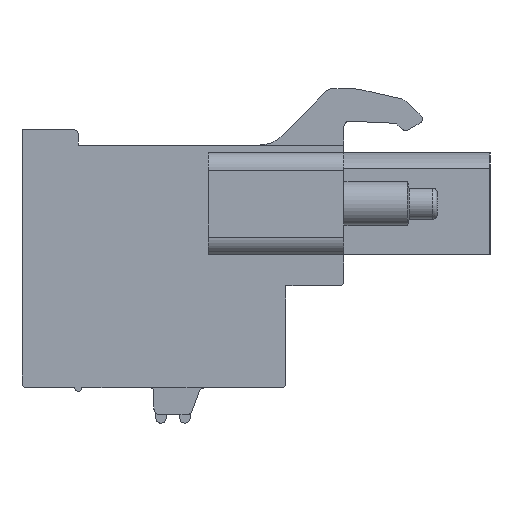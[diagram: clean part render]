
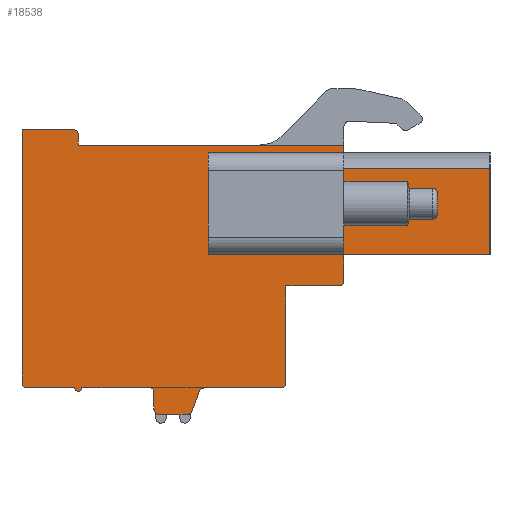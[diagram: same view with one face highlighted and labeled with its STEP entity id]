
A CAD part, left-side view. The second image highlights one B-rep face of the part: STEP entity #18538.
In plain terms, the highlighted planar face has unit normal (-1, 0, 0).
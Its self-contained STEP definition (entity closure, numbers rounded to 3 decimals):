
#1=DIRECTION('',(0.,-1.,0.));
#2=VECTOR('',#1,6.1);
#3=CARTESIAN_POINT('',(0.,2.04,0.73));
#4=LINE('',#3,#2);
#5=DIRECTION('',(0.,0.,1.));
#6=VECTOR('',#5,5.8);
#7=CARTESIAN_POINT('',(0.,-4.06,0.73));
#8=LINE('',#7,#6);
#9=DIRECTION('',(0.,1.,0.));
#10=VECTOR('',#9,6.1);
#11=CARTESIAN_POINT('',(0.,-4.06,6.53));
#12=LINE('',#11,#10);
#13=CARTESIAN_POINT('',(0.,-2.06,-6.54));
#14=DIRECTION('',(1.,0.,0.));
#15=DIRECTION('',(0.,-1.,0.));
#16=AXIS2_PLACEMENT_3D('',#13,#14,#15);
#18=DIRECTION('',(0.,1.,0.));
#19=VECTOR('',#18,4.34);
#20=CARTESIAN_POINT('',(0.,-2.06,-6.84));
#21=LINE('',#20,#19);
#22=CARTESIAN_POINT('',(0.,2.28,-7.14));
#23=DIRECTION('',(-1.,0.,0.));
#24=DIRECTION('',(0.,0.,1.));
#25=AXIS2_PLACEMENT_3D('',#22,#23,#24);
#27=DIRECTION('',(0.,0.345,-0.939));
#28=VECTOR('',#27,1.179);
#29=CARTESIAN_POINT('',(0.,2.562,-7.037));
#30=LINE('',#29,#28);
#31=CARTESIAN_POINT('',(0.,3.25,-8.04));
#32=DIRECTION('',(1.,0.,0.));
#33=DIRECTION('',(0.,-0.939,-0.345));
#34=AXIS2_PLACEMENT_3D('',#31,#32,#33);
#36=DIRECTION('',(0.,1.,0.));
#37=VECTOR('',#36,1.59);
#38=CARTESIAN_POINT('',(0.,3.25,-8.34));
#39=LINE('',#38,#37);
#40=CARTESIAN_POINT('',(0.,4.84,-8.04));
#41=DIRECTION('',(1.,0.,0.));
#42=DIRECTION('',(0.,0.,-1.));
#43=AXIS2_PLACEMENT_3D('',#40,#41,#42);
#45=DIRECTION('',(0.,0.,1.));
#46=VECTOR('',#45,1.);
#47=CARTESIAN_POINT('',(0.,5.14,-8.04));
#48=LINE('',#47,#46);
#49=CARTESIAN_POINT('',(0.,5.34,-7.04));
#50=DIRECTION('',(-1.,0.,0.));
#51=DIRECTION('',(0.,-1.,0.));
#52=AXIS2_PLACEMENT_3D('',#49,#50,#51);
#54=DIRECTION('',(0.,1.,0.));
#55=VECTOR('',#54,3.9);
#56=CARTESIAN_POINT('',(0.,5.34,-6.84));
#57=LINE('',#56,#55);
#58=CARTESIAN_POINT('',(0.,9.44,-6.84));
#59=DIRECTION('',(1.,0.,0.));
#60=DIRECTION('',(0.,-1.,0.));
#61=AXIS2_PLACEMENT_3D('',#58,#59,#60);
#63=DIRECTION('',(0.,1.,0.));
#64=VECTOR('',#63,2.7);
#65=CARTESIAN_POINT('',(0.,9.64,-6.84));
#66=LINE('',#65,#64);
#67=CARTESIAN_POINT('',(0.,12.34,-6.54));
#68=DIRECTION('',(1.,0.,0.));
#69=DIRECTION('',(0.,0.,-1.));
#70=AXIS2_PLACEMENT_3D('',#67,#68,#69);
#72=DIRECTION('',(0.,0.,1.));
#73=VECTOR('',#72,0.5);
#74=CARTESIAN_POINT('',(0.,12.64,-6.54));
#75=LINE('',#74,#73);
#76=DIRECTION('',(0.,0.,1.));
#77=VECTOR('',#76,13.9);
#78=CARTESIAN_POINT('',(0.,12.64,-6.04));
#79=LINE('',#78,#77);
#80=DIRECTION('',(0.,-1.,0.));
#81=VECTOR('',#80,2.9);
#82=CARTESIAN_POINT('',(0.,12.64,7.86));
#83=LINE('',#82,#81);
#84=CARTESIAN_POINT('',(0.,9.74,7.56));
#85=DIRECTION('',(1.,0.,0.));
#86=DIRECTION('',(0.,0.,1.));
#87=AXIS2_PLACEMENT_3D('',#84,#85,#86);
#89=DIRECTION('',(0.,0.,-1.));
#90=VECTOR('',#89,0.6);
#91=CARTESIAN_POINT('',(0.,9.44,7.56));
#92=LINE('',#91,#90);
#93=DIRECTION('',(0.,-1.,0.));
#94=VECTOR('',#93,15.1);
#95=CARTESIAN_POINT('',(0.,9.44,6.96));
#96=LINE('',#95,#94);
#97=DIRECTION('',(0.,0.,-1.));
#98=VECTOR('',#97,1.325);
#99=CARTESIAN_POINT('',(0.,-5.66,6.96));
#100=LINE('',#99,#98);
#101=DIRECTION('',(0.,1.,0.));
#102=VECTOR('',#101,8.3);
#103=CARTESIAN_POINT('',(0.,-13.96,5.635));
#104=LINE('',#103,#102);
#105=DIRECTION('',(0.,1.,0.));
#106=VECTOR('',#105,8.3);
#107=CARTESIAN_POINT('',(0.,-13.96,0.73));
#108=LINE('',#107,#106);
#109=DIRECTION('',(0.,0.,-1.));
#110=VECTOR('',#109,1.47);
#111=CARTESIAN_POINT('',(0.,-5.66,0.73));
#112=LINE('',#111,#110);
#113=CARTESIAN_POINT('',(0.,-5.36,-0.74));
#114=DIRECTION('',(-1.,0.,0.));
#115=DIRECTION('',(0.,0.,-1.));
#116=AXIS2_PLACEMENT_3D('',#113,#114,#115);
#430=DIRECTION('',(0.,0.,1.));
#431=VECTOR('',#430,5.8);
#432=CARTESIAN_POINT('',(0.,2.04,0.73));
#433=LINE('',#432,#431);
#767=DIRECTION('',(0.,-1.,0.));
#768=VECTOR('',#767,3.);
#769=CARTESIAN_POINT('',(0.,-2.36,-1.04));
#770=LINE('',#769,#768);
#2119=DIRECTION('',(0.,0.,1.));
#2120=VECTOR('',#2119,4.905);
#2121=CARTESIAN_POINT('',(0.,-13.96,0.73));
#2122=LINE('',#2121,#2120);
#4477=DIRECTION('',(0.,0.,1.));
#4478=VECTOR('',#4477,5.5);
#4479=CARTESIAN_POINT('',(0.,-2.36,-6.54));
#4480=LINE('',#4479,#4478);
#14071=CARTESIAN_POINT('',(0.,12.34,-6.84));
#14072=CARTESIAN_POINT('',(0.,12.64,-6.54));
#14073=VERTEX_POINT('',#14071);
#14074=VERTEX_POINT('',#14072);
#14075=CARTESIAN_POINT('',(0.,12.64,-6.04));
#14076=VERTEX_POINT('',#14075);
#14077=CARTESIAN_POINT('',(0.,12.64,7.86));
#14078=VERTEX_POINT('',#14077);
#14079=CARTESIAN_POINT('',(0.,9.74,7.86));
#14080=VERTEX_POINT('',#14079);
#14081=CARTESIAN_POINT('',(0.,9.44,7.56));
#14082=VERTEX_POINT('',#14081);
#14083=CARTESIAN_POINT('',(0.,9.44,6.96));
#14084=VERTEX_POINT('',#14083);
#14085=CARTESIAN_POINT('',(0.,-5.66,6.96));
#14086=VERTEX_POINT('',#14085);
#14087=CARTESIAN_POINT('',(0.,-2.36,-6.54));
#14088=CARTESIAN_POINT('',(0.,-2.06,-6.84));
#14089=VERTEX_POINT('',#14087);
#14090=VERTEX_POINT('',#14088);
#14091=CARTESIAN_POINT('',(0.,2.28,-6.84));
#14092=VERTEX_POINT('',#14091);
#14093=CARTESIAN_POINT('',(0.,2.562,-7.037));
#14094=VERTEX_POINT('',#14093);
#14095=CARTESIAN_POINT('',(0.,2.968,-8.143));
#14096=VERTEX_POINT('',#14095);
#14097=CARTESIAN_POINT('',(0.,3.25,-8.34));
#14098=VERTEX_POINT('',#14097);
#14099=CARTESIAN_POINT('',(0.,4.84,-8.34));
#14100=VERTEX_POINT('',#14099);
#14101=CARTESIAN_POINT('',(0.,5.14,-8.04));
#14102=VERTEX_POINT('',#14101);
#14103=CARTESIAN_POINT('',(0.,5.14,-7.04));
#14104=VERTEX_POINT('',#14103);
#14105=CARTESIAN_POINT('',(0.,5.34,-6.84));
#14106=VERTEX_POINT('',#14105);
#14107=CARTESIAN_POINT('',(0.,9.24,-6.84));
#14108=VERTEX_POINT('',#14107);
#14109=CARTESIAN_POINT('',(0.,9.64,-6.84));
#14110=VERTEX_POINT('',#14109);
#14175=CARTESIAN_POINT('',(0.,-13.96,0.73));
#14176=VERTEX_POINT('',#14175);
#14177=CARTESIAN_POINT('',(0.,-5.66,0.73));
#14178=VERTEX_POINT('',#14177);
#14403=CARTESIAN_POINT('',(0.,-13.96,5.635));
#14405=VERTEX_POINT('',#14403);
#18155=CARTESIAN_POINT('',(0.,2.04,0.73));
#18156=CARTESIAN_POINT('',(0.,2.04,6.53));
#18157=VERTEX_POINT('',#18155);
#18158=VERTEX_POINT('',#18156);
#18163=CARTESIAN_POINT('',(0.,-4.06,0.73));
#18165=VERTEX_POINT('',#18163);
#18167=CARTESIAN_POINT('',(0.,-4.06,6.53));
#18169=VERTEX_POINT('',#18167);
#18171=CARTESIAN_POINT('',(0.,-5.66,5.635));
#18172=VERTEX_POINT('',#18171);
#18319=CARTESIAN_POINT('',(0.,-5.36,-1.04));
#18320=CARTESIAN_POINT('',(0.,-5.66,-0.74));
#18321=VERTEX_POINT('',#18319);
#18322=VERTEX_POINT('',#18320);
#18323=CARTESIAN_POINT('',(0.,-2.36,-1.04));
#18324=VERTEX_POINT('',#18323);
#18467=CARTESIAN_POINT('',(0.,0.,0.));
#18468=DIRECTION('',(1.,0.,0.));
#18469=DIRECTION('',(0.,-1.,0.));
#18470=AXIS2_PLACEMENT_3D('',#18467,#18468,#18469);
#18471=PLANE('',#18470);
#18473=ORIENTED_EDGE('',*,*,#18472,.F.);
#18475=ORIENTED_EDGE('',*,*,#18474,.F.);
#18477=ORIENTED_EDGE('',*,*,#18476,.T.);
#18479=ORIENTED_EDGE('',*,*,#18478,.T.);
#18481=ORIENTED_EDGE('',*,*,#18480,.T.);
#18483=ORIENTED_EDGE('',*,*,#18482,.T.);
#18485=ORIENTED_EDGE('',*,*,#18484,.T.);
#18487=ORIENTED_EDGE('',*,*,#18486,.T.);
#18489=ORIENTED_EDGE('',*,*,#18488,.T.);
#18491=ORIENTED_EDGE('',*,*,#18490,.T.);
#18493=ORIENTED_EDGE('',*,*,#18492,.T.);
#18495=ORIENTED_EDGE('',*,*,#18494,.T.);
#18497=ORIENTED_EDGE('',*,*,#18496,.T.);
#18499=ORIENTED_EDGE('',*,*,#18498,.T.);
#18501=ORIENTED_EDGE('',*,*,#18500,.T.);
#18503=ORIENTED_EDGE('',*,*,#18502,.T.);
#18505=ORIENTED_EDGE('',*,*,#18504,.T.);
#18507=ORIENTED_EDGE('',*,*,#18506,.T.);
#18509=ORIENTED_EDGE('',*,*,#18508,.T.);
#18511=ORIENTED_EDGE('',*,*,#18510,.T.);
#18513=ORIENTED_EDGE('',*,*,#18512,.T.);
#18515=ORIENTED_EDGE('',*,*,#18514,.T.);
#18517=ORIENTED_EDGE('',*,*,#18516,.F.);
#18519=ORIENTED_EDGE('',*,*,#18518,.F.);
#18521=ORIENTED_EDGE('',*,*,#18520,.T.);
#18523=ORIENTED_EDGE('',*,*,#18522,.T.);
#18525=ORIENTED_EDGE('',*,*,#18524,.F.);
#18526=EDGE_LOOP('',(#18473,#18475,#18477,#18479,#18481,#18483,#18485,#18487,
#18489,#18491,#18493,#18495,#18497,#18499,#18501,#18503,#18505,#18507,#18509,
#18511,#18513,#18515,#18517,#18519,#18521,#18523,#18525));
#18527=FACE_OUTER_BOUND('',#18526,.F.);
#18529=ORIENTED_EDGE('',*,*,#18528,.T.);
#18531=ORIENTED_EDGE('',*,*,#18530,.T.);
#18533=ORIENTED_EDGE('',*,*,#18532,.T.);
#18535=ORIENTED_EDGE('',*,*,#18534,.F.);
#18536=EDGE_LOOP('',(#18529,#18531,#18533,#18535));
#18537=FACE_BOUND('',#18536,.F.);
#18538=ADVANCED_FACE('',(#18527,#18537),#18471,.F.);
#17=CIRCLE('',#16,0.3);
#26=CIRCLE('',#25,0.3);
#35=CIRCLE('',#34,0.3);
#44=CIRCLE('',#43,0.3);
#53=CIRCLE('',#52,0.2);
#62=CIRCLE('',#61,0.2);
#71=CIRCLE('',#70,0.3);
#88=CIRCLE('',#87,0.3);
#117=CIRCLE('',#116,0.3);
#18472=EDGE_CURVE('',#18324,#18321,#770,.T.);
#18474=EDGE_CURVE('',#14089,#18324,#4480,.T.);
#18476=EDGE_CURVE('',#14089,#14090,#17,.T.);
#18478=EDGE_CURVE('',#14090,#14092,#21,.T.);
#18480=EDGE_CURVE('',#14092,#14094,#26,.T.);
#18482=EDGE_CURVE('',#14094,#14096,#30,.T.);
#18484=EDGE_CURVE('',#14096,#14098,#35,.T.);
#18486=EDGE_CURVE('',#14098,#14100,#39,.T.);
#18488=EDGE_CURVE('',#14100,#14102,#44,.T.);
#18490=EDGE_CURVE('',#14102,#14104,#48,.T.);
#18492=EDGE_CURVE('',#14104,#14106,#53,.T.);
#18494=EDGE_CURVE('',#14106,#14108,#57,.T.);
#18496=EDGE_CURVE('',#14108,#14110,#62,.T.);
#18498=EDGE_CURVE('',#14110,#14073,#66,.T.);
#18500=EDGE_CURVE('',#14073,#14074,#71,.T.);
#18502=EDGE_CURVE('',#14074,#14076,#75,.T.);
#18504=EDGE_CURVE('',#14076,#14078,#79,.T.);
#18506=EDGE_CURVE('',#14078,#14080,#83,.T.);
#18508=EDGE_CURVE('',#14080,#14082,#88,.T.);
#18510=EDGE_CURVE('',#14082,#14084,#92,.T.);
#18512=EDGE_CURVE('',#14084,#14086,#96,.T.);
#18514=EDGE_CURVE('',#14086,#18172,#100,.T.);
#18516=EDGE_CURVE('',#14405,#18172,#104,.T.);
#18518=EDGE_CURVE('',#14176,#14405,#2122,.T.);
#18520=EDGE_CURVE('',#14176,#14178,#108,.T.);
#18522=EDGE_CURVE('',#14178,#18322,#112,.T.);
#18524=EDGE_CURVE('',#18321,#18322,#117,.T.);
#18528=EDGE_CURVE('',#18157,#18165,#4,.T.);
#18530=EDGE_CURVE('',#18165,#18169,#8,.T.);
#18532=EDGE_CURVE('',#18169,#18158,#12,.T.);
#18534=EDGE_CURVE('',#18157,#18158,#433,.T.);
